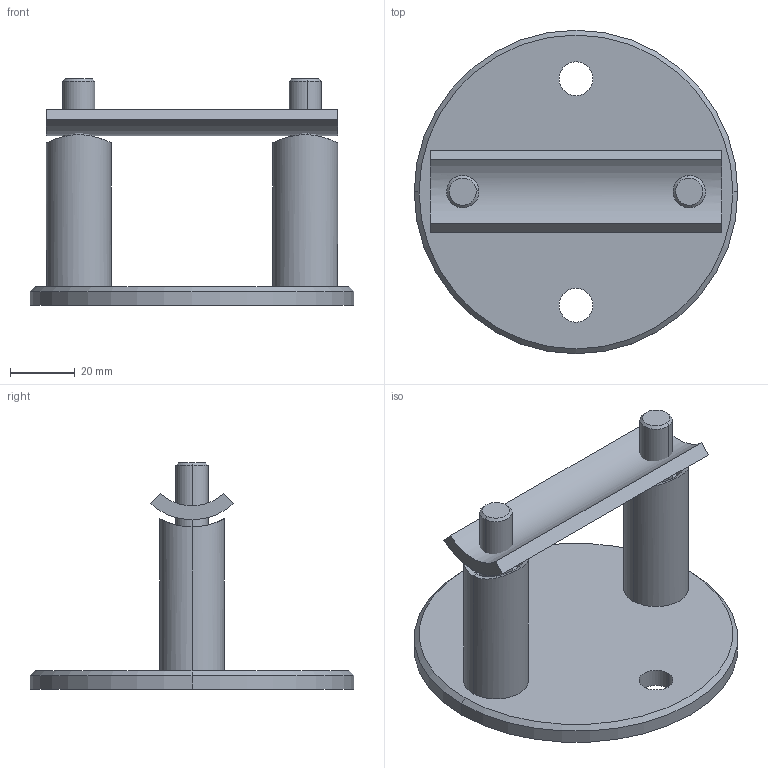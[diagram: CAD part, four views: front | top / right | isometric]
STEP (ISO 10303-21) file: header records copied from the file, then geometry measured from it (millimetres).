
FILE_DESCRIPTION (( 'STEP AP203' ), '1' );
FILE_NAME ('A6_021-6-A_B.STEP', '2021-06-09T08:23:18', ( '' ), ( '' ), 'SwSTEP 2.0', 'SolidWorks 2019', '' );
FILE_SCHEMA (( 'CONFIG_CONTROL_DESIGN' ));
Length unit declared in the file: millimetre
Products named in the file (7): A_012-D10; A6_021-6-A_B.P1; A6_021-6-A_B; A6_021-6-A_B.P2; A6_021-6-A_BP3; Skrutka DIN 7991 ZINK._Skrutka M10x 70; A6_021-6-A_C.P2_skupina
Assembly tree (9 placements, depth 3):
  A6_021-6-A_B
    A6_021-6-A_B.P1
    A6_021-6-A_BP3  x2
    Skrutka DIN 7991 ZINK._Skrutka M10x 70  x2
    A6_021-6-A_C.P2_skupina
      A6_021-6-A_B.P2
    A_012-D10  x2
Bounding box: 100 x 100 x 70 mm (x, y, z)
Volume: 72984.6 mm3; surface area: 41506.5 mm2
Topology: 8 solids, 8 shells, 110 faces, 234 edges, 142 vertices
Faces by surface type: cylinder 48, plane 32, cone 30
Entity records: 3258 total; most frequent: CARTESIAN_POINT 790, DIRECTION 382, ORIENTED_EDGE 312, EDGE_CURVE 156, AXIS2_PLACEMENT_3D 153, VERTEX_POINT 96, EDGE_LOOP 90, LINE 76
